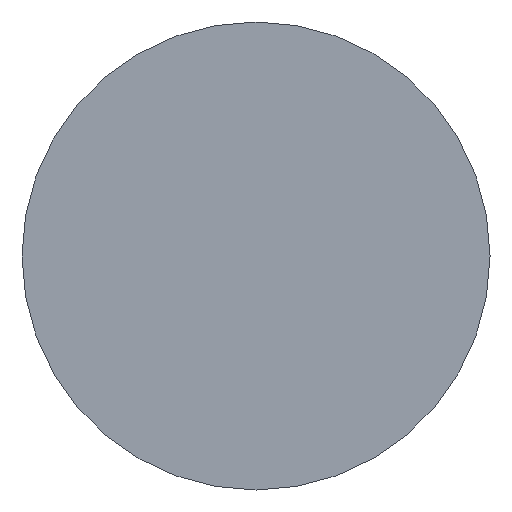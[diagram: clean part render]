
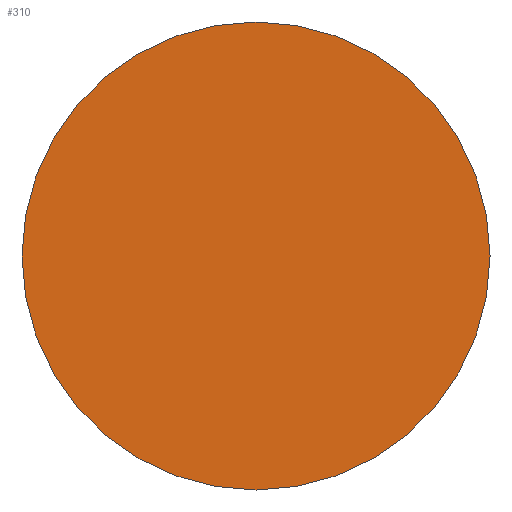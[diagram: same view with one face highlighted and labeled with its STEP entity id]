
A CAD part, front view. The second image highlights one B-rep face of the part: STEP entity #310.
In plain terms, the highlighted planar face has unit normal (0, -1, 0).
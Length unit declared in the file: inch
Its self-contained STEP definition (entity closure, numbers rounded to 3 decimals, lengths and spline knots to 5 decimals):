
#85 = CARTESIAN_POINT ( 'NONE',  ( 0., 0., 0. ) ) ;
#101 = CARTESIAN_POINT ( 'NONE',  ( 0., 0., 0. ) ) ;
#102 = VERTEX_POINT ( 'NONE', #125 ) ;
#110 = CARTESIAN_POINT ( 'NONE',  ( 0., 0., -0.25 ) ) ;
#125 = CARTESIAN_POINT ( 'NONE',  ( 0., 0., 0.25 ) ) ;
#140 = CARTESIAN_POINT ( 'NONE',  ( 0., 0., 0. ) ) ;
#143 = ORIENTED_EDGE ( 'NONE', *, *, #375, .T. ) ;
#152 = PLANE ( 'NONE',  #168 ) ;
#164 = VERTEX_POINT ( 'NONE', #110 ) ;
#167 = CIRCLE ( 'NONE', #363, 0.25 ) ;
#168 = AXIS2_PLACEMENT_3D ( 'NONE', #101, #443, #196 ) ;
#179 = CIRCLE ( 'NONE', #226, 0.25 ) ;
#185 = EDGE_CURVE ( 'NONE', #164, #102, #167, .T. ) ;
#196 = DIRECTION ( 'NONE',  ( 0., 0., -1. ) ) ;
#226 = AXIS2_PLACEMENT_3D ( 'NONE', #140, #458, #282 ) ;
#282 = DIRECTION ( 'NONE',  ( 0., 0., -1. ) ) ;
#310 = ADVANCED_FACE ( 'NONE', ( #431 ), #152, .T. ) ;
#363 = AXIS2_PLACEMENT_3D ( 'NONE', #85, #410, #415 ) ;
#375 = EDGE_CURVE ( 'NONE', #102, #164, #179, .T. ) ;
#380 = EDGE_LOOP ( 'NONE', ( #395, #143 ) ) ;
#395 = ORIENTED_EDGE ( 'NONE', *, *, #185, .T. ) ;
#410 = DIRECTION ( 'NONE',  ( 0., -1., 0. ) ) ;
#415 = DIRECTION ( 'NONE',  ( 0., 0., -1. ) ) ;
#431 = FACE_OUTER_BOUND ( 'NONE', #380, .T. ) ;
#443 = DIRECTION ( 'NONE',  ( 0., -1., 0. ) ) ;
#458 = DIRECTION ( 'NONE',  ( 0., -1., 0. ) ) ;
